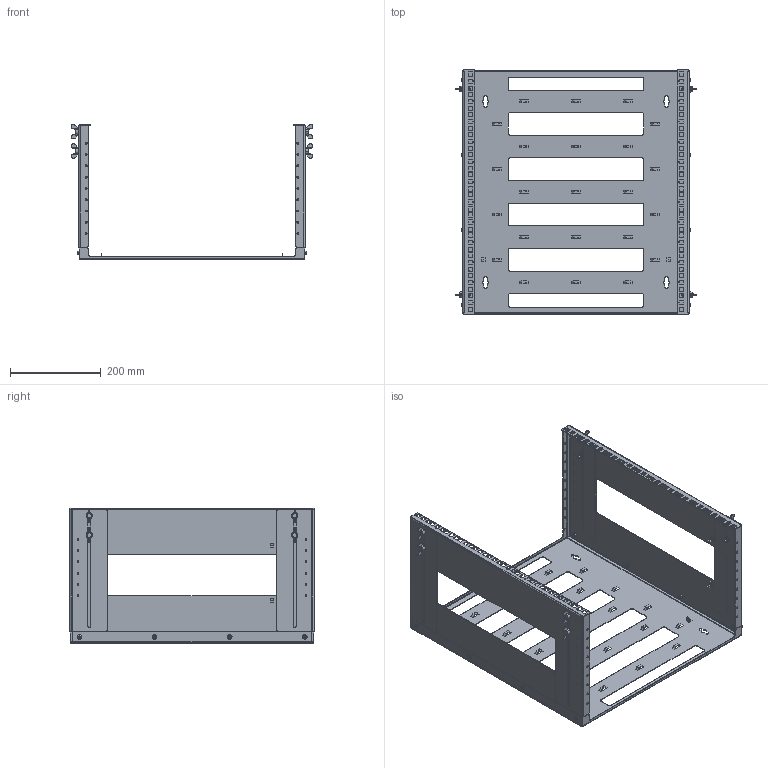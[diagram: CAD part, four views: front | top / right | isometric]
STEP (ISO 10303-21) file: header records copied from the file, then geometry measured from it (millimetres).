
FILE_DESCRIPTION (( 'STEP AP203' ), '1' );
FILE_NAME ('Êðîíøòåéí òåëåêîììóíèêàöèîííûé íàñòåííûé 12U.STEP', '2024-04-01T06:42:42', ( '' ), ( '' ), 'SwSTEP 2.0', 'SolidWorks 2022', '' );
FILE_SCHEMA (( 'CONFIG_CONTROL_DESIGN' ));
Length unit declared in the file: millimetre
Products named in the file (1): Кронштейн телекоммуникационный настенный 12U
Bounding box: 534.14 x 540 x 300 mm (x, y, z)
Volume: 1106296.1 mm3; surface area: 1281712.7 mm2
Topology: 43 solids, 43 shells, 2466 faces, 6542 edges, 4136 vertices
Faces by surface type: plane 1176, cylinder 778, cone 216, bspline 192, torus 88, sphere 16
Entity records: 82547 total; most frequent: CARTESIAN_POINT 21121, ORIENTED_EDGE 13052, DIRECTION 12408, EDGE_CURVE 6526, AXIS2_PLACEMENT_3D 4415, VERTEX_POINT 4136, LINE 3578, VECTOR 3578
